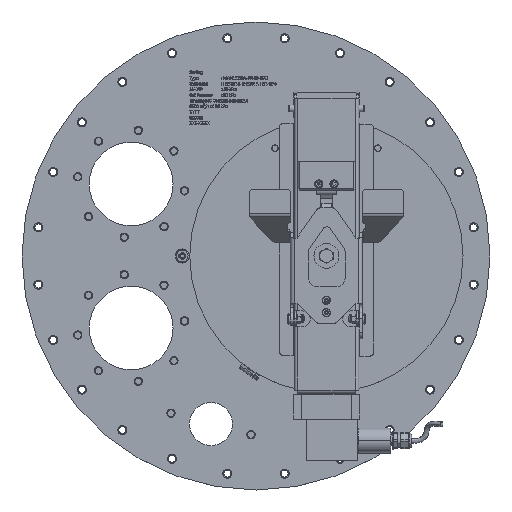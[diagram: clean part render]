
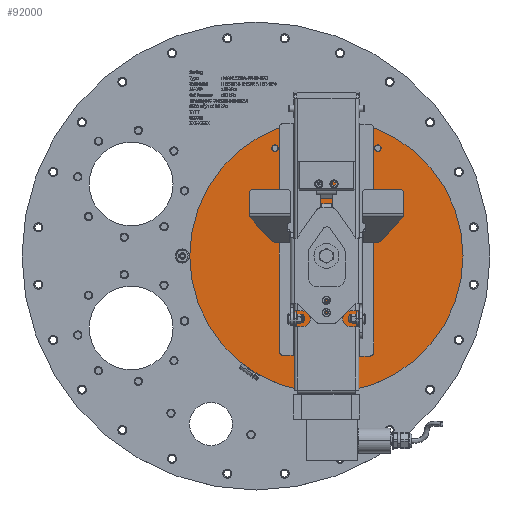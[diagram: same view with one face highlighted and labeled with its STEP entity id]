
A CAD part, top view. The second image highlights one B-rep face of the part: STEP entity #92000.
In plain terms, the highlighted planar face has unit normal (0, 0, 1).
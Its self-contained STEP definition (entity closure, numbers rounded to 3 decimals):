
#304 = CARTESIAN_POINT ( 'NONE',  ( 151., 130., 19. ) ) ;
#482 = CARTESIAN_POINT ( 'NONE',  ( 27., 130., 19. ) ) ;
#1890 = ORIENTED_EDGE ( 'NONE', *, *, #12122, .F. ) ;
#2661 = DIRECTION ( 'NONE',  ( 0., 0., 1. ) ) ;
#3368 = DIRECTION ( 'NONE',  ( 0., 0., 1. ) ) ;
#3492 = FACE_BOUND ( 'NONE', #82939, .T. ) ;
#4721 = ORIENTED_EDGE ( 'NONE', *, *, #32479, .F. ) ;
#5842 = AXIS2_PLACEMENT_3D ( 'NONE', #18470, #18797, #18815 ) ;
#5989 = FACE_OUTER_BOUND ( 'NONE', #23099, .T. ) ;
#6536 = EDGE_CURVE ( 'NONE', #70120, #95662, #36829, .T. ) ;
#9635 = EDGE_LOOP ( 'NONE', ( #1890, #87233 ) ) ;
#12122 = EDGE_CURVE ( 'NONE', #97025, #44587, #100024, .T. ) ;
#13242 = CIRCLE ( 'NONE', #62964, 4.25 ) ;
#14153 = ORIENTED_EDGE ( 'NONE', *, *, #56188, .F. ) ;
#15816 = CARTESIAN_POINT ( 'NONE',  ( 23., 130., 19. ) ) ;
#16507 = VERTEX_POINT ( 'NONE', #35980 ) ;
#16614 = EDGE_CURVE ( 'NONE', #16507, #36724, #96698, .T. ) ;
#17318 = DIRECTION ( 'NONE',  ( 0., 0., 1. ) ) ;
#18470 = CARTESIAN_POINT ( 'NONE',  ( 147., 130., 19. ) ) ;
#18797 = DIRECTION ( 'NONE',  ( 0., 0., 1. ) ) ;
#18815 = DIRECTION ( 'NONE',  ( 1., 0., 0. ) ) ;
#19703 = DIRECTION ( 'NONE',  ( 1., 0., 0. ) ) ;
#19809 = CARTESIAN_POINT ( 'NONE',  ( 19., 130., 19. ) ) ;
#21388 = AXIS2_PLACEMENT_3D ( 'NONE', #33147, #87892, #41037 ) ;
#22538 = VERTEX_POINT ( 'NONE', #304 ) ;
#23085 = ORIENTED_EDGE ( 'NONE', *, *, #6536, .T. ) ;
#23099 = EDGE_LOOP ( 'NONE', ( #53676, #23085 ) ) ;
#23313 = CIRCLE ( 'NONE', #78659, 4. ) ;
#23418 = DIRECTION ( 'NONE',  ( 1., 0., 0. ) ) ;
#23559 = DIRECTION ( 'NONE',  ( 0., 0., 1. ) ) ;
#23648 = CARTESIAN_POINT ( 'NONE',  ( 85., 0., 19. ) ) ;
#26813 = DIRECTION ( 'NONE',  ( 1., 0., 0. ) ) ;
#26961 = CARTESIAN_POINT ( 'NONE',  ( 85., 0., 19. ) ) ;
#27044 = DIRECTION ( 'NONE',  ( 0., 0., 1. ) ) ;
#30091 = ORIENTED_EDGE ( 'NONE', *, *, #97603, .F. ) ;
#32479 = EDGE_CURVE ( 'NONE', #22538, #59647, #88992, .T. ) ;
#33147 = CARTESIAN_POINT ( 'NONE',  ( 23., 130., 19. ) ) ;
#34071 = AXIS2_PLACEMENT_3D ( 'NONE', #23648, #23559, #23418 ) ;
#35980 = CARTESIAN_POINT ( 'NONE',  ( 80.75, 0., 19. ) ) ;
#36409 = EDGE_LOOP ( 'NONE', ( #4721, #30091 ) ) ;
#36724 = VERTEX_POINT ( 'NONE', #40624 ) ;
#36829 = CIRCLE ( 'NONE', #97877, 165. ) ;
#40455 = DIRECTION ( 'NONE',  ( 0., 0., 1. ) ) ;
#40624 = CARTESIAN_POINT ( 'NONE',  ( 89.25, 0., 19. ) ) ;
#41037 = DIRECTION ( 'NONE',  ( 1., 0., 0. ) ) ;
#44023 = AXIS2_PLACEMENT_3D ( 'NONE', #49497, #2661, #57452 ) ;
#44587 = VERTEX_POINT ( 'NONE', #19809 ) ;
#44962 = FACE_BOUND ( 'NONE', #9635, .T. ) ;
#48043 = PLANE ( 'NONE',  #91171 ) ;
#49421 = ORIENTED_EDGE ( 'NONE', *, *, #16614, .F. ) ;
#49497 = CARTESIAN_POINT ( 'NONE',  ( 85., 0., 19. ) ) ;
#50172 = CARTESIAN_POINT ( 'NONE',  ( 147., 130., 19. ) ) ;
#50786 = DIRECTION ( 'NONE',  ( 0., 0., 1. ) ) ;
#51434 = CARTESIAN_POINT ( 'NONE',  ( 250., 0., 19. ) ) ;
#53676 = ORIENTED_EDGE ( 'NONE', *, *, #99159, .T. ) ;
#54153 = AXIS2_PLACEMENT_3D ( 'NONE', #15816, #17318, #19703 ) ;
#56188 = EDGE_CURVE ( 'NONE', #36724, #16507, #13242, .T. ) ;
#57452 = DIRECTION ( 'NONE',  ( 1., 0., 0. ) ) ;
#58169 = DIRECTION ( 'NONE',  ( 1., 0., 0. ) ) ;
#58801 = DIRECTION ( 'NONE',  ( 1., 0., 0. ) ) ;
#59119 = CARTESIAN_POINT ( 'NONE',  ( 85., 0., 19. ) ) ;
#59647 = VERTEX_POINT ( 'NONE', #90294 ) ;
#62341 = CIRCLE ( 'NONE', #21388, 4. ) ;
#62964 = AXIS2_PLACEMENT_3D ( 'NONE', #26961, #27044, #26813 ) ;
#63533 = FACE_BOUND ( 'NONE', #36409, .T. ) ;
#68224 = CIRCLE ( 'NONE', #44023, 165. ) ;
#70120 = VERTEX_POINT ( 'NONE', #77500 ) ;
#77500 = CARTESIAN_POINT ( 'NONE',  ( -80., 0., 19. ) ) ;
#78659 = AXIS2_PLACEMENT_3D ( 'NONE', #50172, #3368, #58169 ) ;
#82939 = EDGE_LOOP ( 'NONE', ( #14153, #49421 ) ) ;
#87233 = ORIENTED_EDGE ( 'NONE', *, *, #87659, .F. ) ;
#87277 = CARTESIAN_POINT ( 'NONE',  ( 85., -3.5, 19. ) ) ;
#87659 = EDGE_CURVE ( 'NONE', #44587, #97025, #62341, .T. ) ;
#87892 = DIRECTION ( 'NONE',  ( 0., 0., 1. ) ) ;
#88992 = CIRCLE ( 'NONE', #5842, 4. ) ;
#90294 = CARTESIAN_POINT ( 'NONE',  ( 143., 130., 19. ) ) ;
#91171 = AXIS2_PLACEMENT_3D ( 'NONE', #87277, #40455, #95080 ) ;
#92000 = ADVANCED_FACE ( 'NONE', ( #44962, #63533, #3492, #5989 ), #48043, .T. ) ;
#95080 = DIRECTION ( 'NONE',  ( 1., 0., 0. ) ) ;
#95662 = VERTEX_POINT ( 'NONE', #51434 ) ;
#96698 = CIRCLE ( 'NONE', #34071, 4.25 ) ;
#97025 = VERTEX_POINT ( 'NONE', #482 ) ;
#97603 = EDGE_CURVE ( 'NONE', #59647, #22538, #23313, .T. ) ;
#97877 = AXIS2_PLACEMENT_3D ( 'NONE', #59119, #50786, #58801 ) ;
#99159 = EDGE_CURVE ( 'NONE', #95662, #70120, #68224, .T. ) ;
#100024 = CIRCLE ( 'NONE', #54153, 4. ) ;
